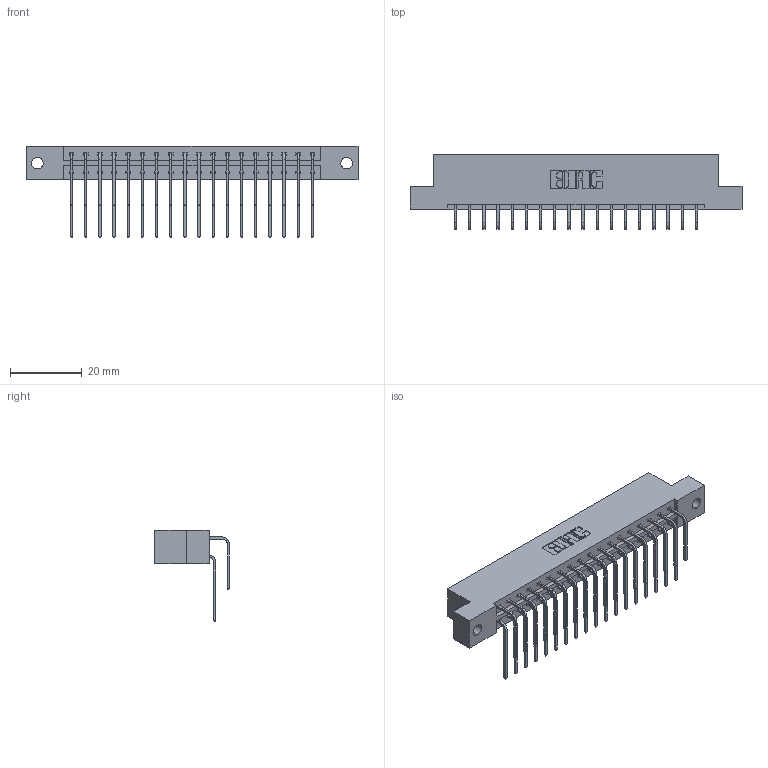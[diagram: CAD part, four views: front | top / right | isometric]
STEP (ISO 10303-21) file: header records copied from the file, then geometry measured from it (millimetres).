
FILE_DESCRIPTION (( 'STEP AP203' ), '1' );
FILE_NAME ('333-036-559-202.STEP', '2018-08-03T01:53:55', ( '' ), ( '' ), 'SwSTEP 2.0', 'SolidWorks 2016', '' );
FILE_SCHEMA (( 'CONFIG_CONTROL_DESIGN' ));
Length unit declared in the file: inch
Products named in the file (4): 333-036-559-202; 333 Part_Flush - .128 Dia; 345-292-001_558 559 Tail - 1; 345-292-001_559 Tail - 2
Assembly tree (37 placements, depth 2):
  333-036-559-202
    333 Part_Flush - .128 Dia
    345-292-001_558 559 Tail - 1  x18
    345-292-001_559 Tail - 2  x18
Bounding box: 92.86 x 20.9 x 25.53 mm (x, y, z)
Volume: 9427.3 mm3; surface area: 11648.6 mm2
Topology: 37 solids, 37 shells, 2058 faces, 6107 edges, 4022 vertices
Faces by surface type: plane 1438, cylinder 620
Entity records: 16471 total; most frequent: CARTESIAN_POINT 2809, ORIENTED_EDGE 2694, DIRECTION 2423, EDGE_CURVE 1347, VECTOR 1179, LINE 1179, VERTEX_POINT 894, AXIS2_PLACEMENT_3D 622
